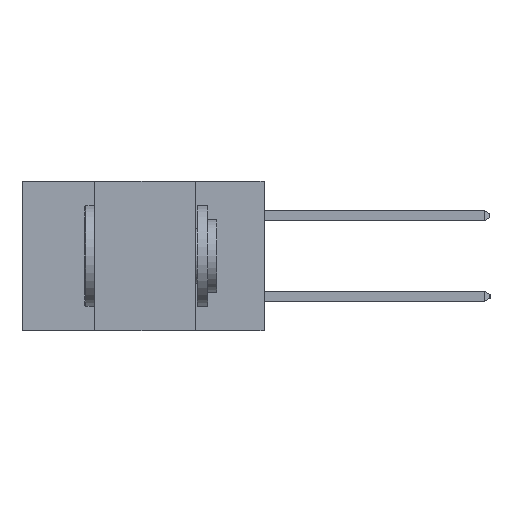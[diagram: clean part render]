
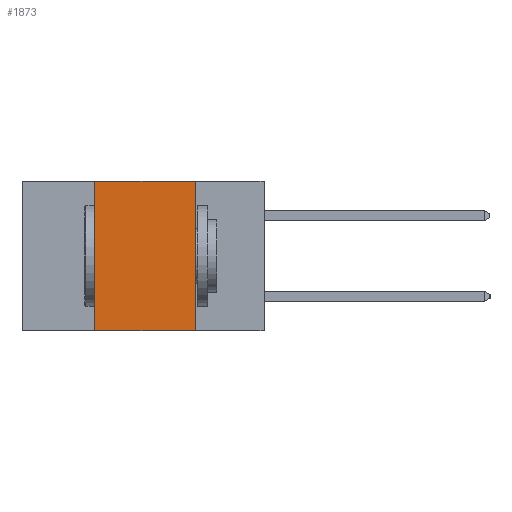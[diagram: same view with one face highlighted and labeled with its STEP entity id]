
A CAD part, left-side view. The second image highlights one B-rep face of the part: STEP entity #1873.
In plain terms, the highlighted planar face has unit normal (-1, 0, 0).
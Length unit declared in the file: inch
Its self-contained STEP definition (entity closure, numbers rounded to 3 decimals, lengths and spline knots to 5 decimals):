
#293 = CARTESIAN_POINT ( 'NONE',  ( 0., 0.6, -0.37 ) ) ;
#415 = ORIENTED_EDGE ( 'NONE', *, *, #6424, .T. ) ;
#797 = LINE ( 'NONE', #1705, #6145 ) ;
#830 = DIRECTION ( 'NONE',  ( 0., -1., 0. ) ) ;
#998 = VERTEX_POINT ( 'NONE', #4504 ) ;
#1571 = LINE ( 'NONE', #3875, #6786 ) ;
#1705 = CARTESIAN_POINT ( 'NONE',  ( 0., 0.6, 0. ) ) ;
#1873 = ADVANCED_FACE ( 'NONE', ( #6136 ), #6029, .F. ) ;
#1954 = DIRECTION ( 'NONE',  ( 0., -1., 0. ) ) ;
#1958 = VECTOR ( 'NONE', #7579, 39.37008 ) ;
#2347 = EDGE_CURVE ( 'NONE', #998, #5647, #3883, .T. ) ;
#2645 = VECTOR ( 'NONE', #1954, 39.37008 ) ;
#2723 = EDGE_CURVE ( 'NONE', #8247, #6491, #1571, .T. ) ;
#2741 = ORIENTED_EDGE ( 'NONE', *, *, #8489, .F. ) ;
#3058 = ORIENTED_EDGE ( 'NONE', *, *, #2347, .F. ) ;
#3375 = CARTESIAN_POINT ( 'NONE',  ( 0., 0.6, 0. ) ) ;
#3840 = DIRECTION ( 'NONE',  ( 0., 0., -1. ) ) ;
#3875 = CARTESIAN_POINT ( 'NONE',  ( 0., 0.17, -0.37 ) ) ;
#3883 = LINE ( 'NONE', #7911, #1958 ) ;
#3951 = AXIS2_PLACEMENT_3D ( 'NONE', #3375, #9096, #9022 ) ;
#4504 = CARTESIAN_POINT ( 'NONE',  ( 0., 0.42, -0.37 ) ) ;
#4862 = ORIENTED_EDGE ( 'NONE', *, *, #2723, .F. ) ;
#5018 = CARTESIAN_POINT ( 'NONE',  ( 0., 0.17, 0. ) ) ;
#5647 = VERTEX_POINT ( 'NONE', #6983 ) ;
#6029 = PLANE ( 'NONE',  #3951 ) ;
#6136 = FACE_OUTER_BOUND ( 'NONE', #6493, .T. ) ;
#6145 = VECTOR ( 'NONE', #830, 39.37008 ) ;
#6424 = EDGE_CURVE ( 'NONE', #998, #6491, #8197, .T. ) ;
#6491 = VERTEX_POINT ( 'NONE', #7616 ) ;
#6493 = EDGE_LOOP ( 'NONE', ( #4862, #2741, #3058, #415 ) ) ;
#6786 = VECTOR ( 'NONE', #3840, 39.37008 ) ;
#6983 = CARTESIAN_POINT ( 'NONE',  ( 0., 0.42, 0. ) ) ;
#7579 = DIRECTION ( 'NONE',  ( 0., 0., 1. ) ) ;
#7616 = CARTESIAN_POINT ( 'NONE',  ( 0., 0.17, -0.37 ) ) ;
#7911 = CARTESIAN_POINT ( 'NONE',  ( 0., 0.42, -0.37 ) ) ;
#8197 = LINE ( 'NONE', #293, #2645 ) ;
#8247 = VERTEX_POINT ( 'NONE', #5018 ) ;
#8489 = EDGE_CURVE ( 'NONE', #5647, #8247, #797, .T. ) ;
#9022 = DIRECTION ( 'NONE',  ( 0., 0., -1. ) ) ;
#9096 = DIRECTION ( 'NONE',  ( 1., 0., 0. ) ) ;
